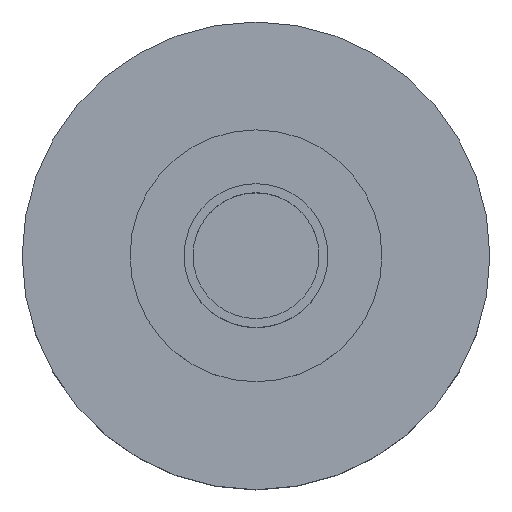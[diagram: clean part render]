
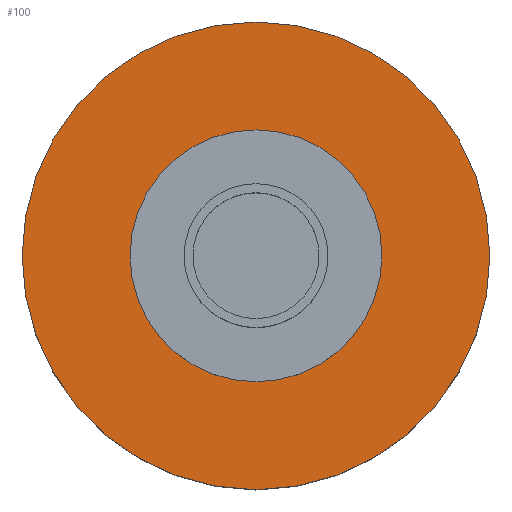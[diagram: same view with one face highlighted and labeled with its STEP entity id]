
A CAD part, top view. The second image highlights one B-rep face of the part: STEP entity #100.
In plain terms, the highlighted planar face has unit normal (0, 0, 1).
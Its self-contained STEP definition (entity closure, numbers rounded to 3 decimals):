
#9 = DIRECTION ( 'NONE',  ( 1., 0., 0. ) ) ;
#68 = AXIS2_PLACEMENT_3D ( 'NONE', #945, #1112, #9 ) ;
#96 = CARTESIAN_POINT ( 'NONE',  ( 0., 6.5, 4. ) ) ;
#100 = ADVANCED_FACE ( 'NONE', ( #1175, #846 ), #1244, .F. ) ;
#120 = CARTESIAN_POINT ( 'NONE',  ( -3.5, 0., 4. ) ) ;
#174 = ORIENTED_EDGE ( 'NONE', *, *, #239, .F. ) ;
#176 = CARTESIAN_POINT ( 'NONE',  ( 6.5, 0., 4. ) ) ;
#188 = VERTEX_POINT ( 'NONE', #176 ) ;
#239 = EDGE_CURVE ( 'NONE', #813, #427, #902, .T. ) ;
#334 = CARTESIAN_POINT ( 'NONE',  ( 3.5, 0., 4. ) ) ;
#386 = CIRCLE ( 'NONE', #1353, 3.5 ) ;
#427 = VERTEX_POINT ( 'NONE', #120 ) ;
#449 = AXIS2_PLACEMENT_3D ( 'NONE', #500, #481, #968 ) ;
#459 = CIRCLE ( 'NONE', #449, 6.5 ) ;
#481 = DIRECTION ( 'NONE',  ( 0., 0., 1. ) ) ;
#500 = CARTESIAN_POINT ( 'NONE',  ( 0., 0., 4. ) ) ;
#542 = EDGE_CURVE ( 'NONE', #188, #1097, #459, .T. ) ;
#596 = ORIENTED_EDGE ( 'NONE', *, *, #611, .F. ) ;
#604 = EDGE_CURVE ( 'NONE', #1097, #188, #1233, .T. ) ;
#611 = EDGE_CURVE ( 'NONE', #427, #813, #386, .T. ) ;
#722 = CARTESIAN_POINT ( 'NONE',  ( 0., 0., 4. ) ) ;
#745 = EDGE_LOOP ( 'NONE', ( #874, #761 ) ) ;
#748 = DIRECTION ( 'NONE',  ( 0., 0., 1. ) ) ;
#758 = DIRECTION ( 'NONE',  ( 1., 0., 0. ) ) ;
#761 = ORIENTED_EDGE ( 'NONE', *, *, #604, .T. ) ;
#813 = VERTEX_POINT ( 'NONE', #334 ) ;
#846 = FACE_OUTER_BOUND ( 'NONE', #745, .T. ) ;
#848 = DIRECTION ( 'NONE',  ( 1., 0., 0. ) ) ;
#874 = ORIENTED_EDGE ( 'NONE', *, *, #542, .T. ) ;
#889 = AXIS2_PLACEMENT_3D ( 'NONE', #96, #1251, #1128 ) ;
#902 = CIRCLE ( 'NONE', #68, 3.5 ) ;
#945 = CARTESIAN_POINT ( 'NONE',  ( 0., 0., 4. ) ) ;
#968 = DIRECTION ( 'NONE',  ( 1., 0., 0. ) ) ;
#1064 = CARTESIAN_POINT ( 'NONE',  ( -6.5, 0., 4. ) ) ;
#1074 = CARTESIAN_POINT ( 'NONE',  ( 0., 0., 4. ) ) ;
#1092 = DIRECTION ( 'NONE',  ( 0., 0., 1. ) ) ;
#1097 = VERTEX_POINT ( 'NONE', #1064 ) ;
#1112 = DIRECTION ( 'NONE',  ( 0., 0., 1. ) ) ;
#1128 = DIRECTION ( 'NONE',  ( -1., 0., 0. ) ) ;
#1175 = FACE_BOUND ( 'NONE', #1176, .T. ) ;
#1176 = EDGE_LOOP ( 'NONE', ( #174, #596 ) ) ;
#1233 = CIRCLE ( 'NONE', #1268, 6.5 ) ;
#1244 = PLANE ( 'NONE',  #889 ) ;
#1251 = DIRECTION ( 'NONE',  ( 0., 0., -1. ) ) ;
#1268 = AXIS2_PLACEMENT_3D ( 'NONE', #1074, #1092, #848 ) ;
#1353 = AXIS2_PLACEMENT_3D ( 'NONE', #722, #748, #758 ) ;
